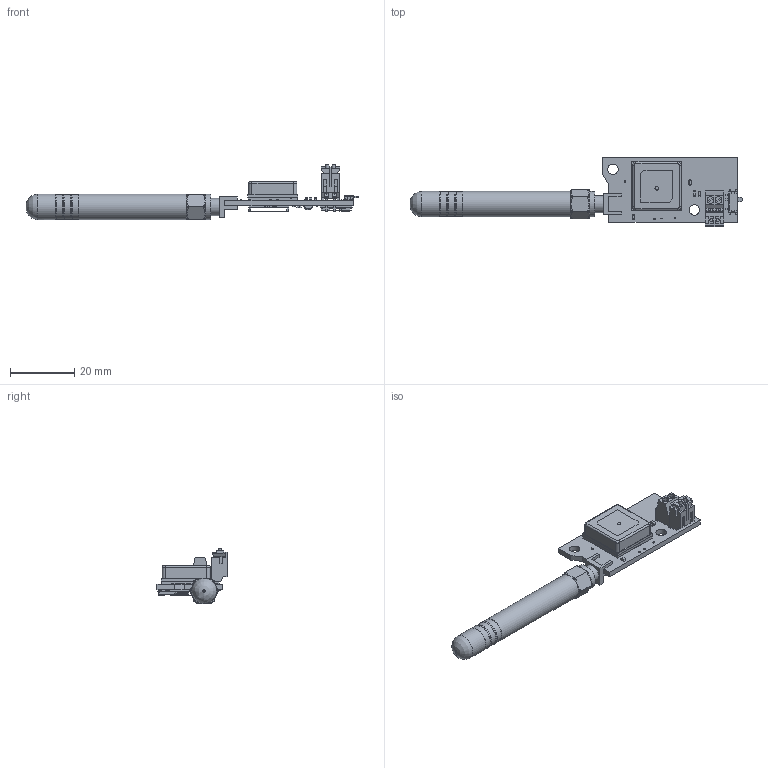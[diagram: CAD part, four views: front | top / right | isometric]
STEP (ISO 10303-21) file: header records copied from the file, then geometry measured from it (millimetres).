
FILE_DESCRIPTION(/* description */ (''),/* implementation_level */ '2;1');
FILE_NAME(/* name */ 'GPS Tracker v12.step',/* time_stamp */ '2019-10-31T07:56:25-07:00',/* author */ (''),/* organization */ (''),/* preprocessor_version */ 'ST-DEVELOPER v18',/* originating_system */ 'Autodesk Translation Framework v8.6.0.1094',/* authorisation */ '');
FILE_SCHEMA (('AUTOMOTIVE_DESIGN { 1 0 10303 214 3 1 1 }'));
Products named in the file (89): GPS Tracker; SAM-MQ8-0-10; SAMTEC_SMA-J-P-H-ST-EM1; CYBLE-222014-01 BLE Module_0R0_AP214; CYBLE-222005 PCB; Sheild; 001-96603-A; 2450AT18B100 Antenna 3.2x1.6x0; Xtal 1.6x1.0x0; Xtal 2.5x2.0x0; L0603x033(0201); Cap0603x030(0201); Wire Terminal 2 Pin; CUS-12TB; _CUS-12-body; _CUS-12-slider; Antenna; RSP; RSP-MA1; Antenna_1; LoRa Module; PCB; Shield; Label; R0402; R0402_detailed; R0402_1; R0402_detailed_1; R0402_2; R0402_detailed_2; R0402_3; R0402_detailed_3; R0402_4; R0402_detailed_4; R0402_5; R0402_detailed_5; R0402_6; R0402_detailed_6; R0402_7; R0402_detailed_7 ...
Assembly tree (177 placements, depth 4):
  GPS Tracker
    SAM-MQ8-0-10
    SAMTEC_SMA-J-P-H-ST-EM1
    CYBLE-222014-01 BLE Module_0R0_AP214
      CYBLE-222005 PCB
      Sheild
      001-96603-A
      2450AT18B100 Antenna 3.2x1.6x0
      Xtal 1.6x1.0x0
      Xtal 2.5x2.0x0
      L0603x033(0201)  x2
      Cap0603x030(0201)  x15
    Wire Terminal 2 Pin
    CUS-12TB
      _CUS-12-body
      _CUS-12-slider
    Antenna
      RSP
      RSP-MA1
      Antenna_1
    LoRa Module
      PCB
      Shield
      Label
    R0402
      R0402_detailed
        Part 6
        Part 5
        Part 4
        Part 3
        Part 2
        Part 1
    R0402_1
      R0402_detailed_1
        Part 6
        Part 5
        Part 4
        Part 3
        Part 2
        Part 1
    R0402_2
      R0402_detailed_2
        Part 6
        Part 5
        Part 4
        Part 3
        Part 2
        Part 1
    R0402_3
      R0402_detailed_3
        Part 6
        Part 5
        Part 4
        Part 3
        Part 2
        Part 1
    R0402_4
      R0402_detailed_4
        Part 6
        Part 5
Bounding box: 103.47 x 21.82 x 17.25 mm (x, y, z)
Volume: 6375.4 mm3; surface area: 8646.6 mm2
Topology: 275 solids, 275 shells, 5445 faces, 13439 edges, 8577 vertices
Faces by surface type: plane 2758, cylinder 1207, bspline 1194, sphere 246, cone 28, torus 12
Full cylindrical faces by diameter (mm): 0.2 x1, 0.216 x90, 0.26 x76, 0.61 x1, 0.8 x2, 0.96 x1, 1 x2, 1.27 x5, 1.3 x1, 1.55 x1, 1.651 x1, 2.1 x2, 3.251 x2, 4.05 x2, 4.62 x1, 5.207 x1, 5.35 x2, 5.461 x1, 6.24 x4, 6.35 x1, 7.143 x1, 7.699 x1, 7.714 x1, 7.72 x1, 7.874 x1, 7.899 x4
Entity records: 126450 total; most frequent: CARTESIAN_POINT 46842, ORIENTED_EDGE 15884, DIRECTION 15003, EDGE_CURVE 7942, VERTEX_POINT 5285, AXIS2_PLACEMENT_3D 5094, LINE 4815, VECTOR 4815
